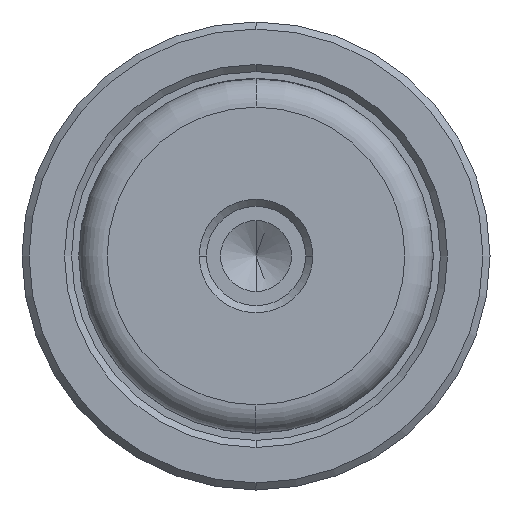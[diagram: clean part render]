
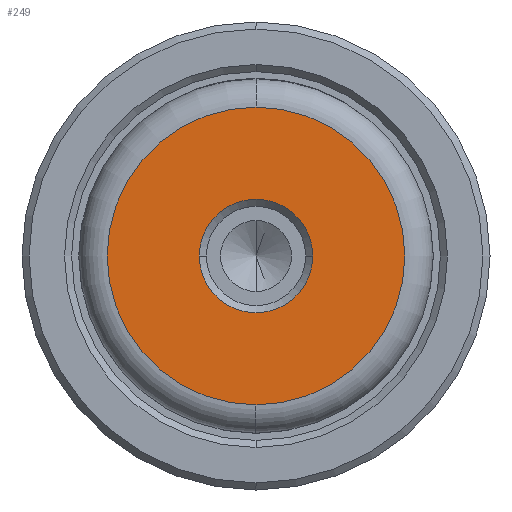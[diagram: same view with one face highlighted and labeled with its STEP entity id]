
A CAD part, left-side view. The second image highlights one B-rep face of the part: STEP entity #249.
In plain terms, the highlighted planar face has unit normal (-1, 0, 0).
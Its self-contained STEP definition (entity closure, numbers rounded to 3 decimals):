
#3 = ORIENTED_EDGE ( 'NONE', *, *, #1872, .T. ) ;
#34 = ORIENTED_EDGE ( 'NONE', *, *, #711, .T. ) ;
#96 = DIRECTION ( 'NONE',  ( 1., 0., 0. ) ) ;
#154 = EDGE_CURVE ( 'NONE', #934, #354, #578, .T. ) ;
#209 = VERTEX_POINT ( 'NONE', #949 ) ;
#249 = ADVANCED_FACE ( 'NONE', ( #2282, #2168 ), #2350, .T. ) ;
#294 = CIRCLE ( 'NONE', #1592, 4. ) ;
#321 = ORIENTED_EDGE ( 'NONE', *, *, #1371, .T. ) ;
#354 = VERTEX_POINT ( 'NONE', #1723 ) ;
#517 = CARTESIAN_POINT ( 'NONE',  ( 0., -4., 0. ) ) ;
#550 = DIRECTION ( 'NONE',  ( -1., 0., 0. ) ) ;
#578 = CIRCLE ( 'NONE', #748, 10.497 ) ;
#604 = DIRECTION ( 'NONE',  ( 1., 0., 0. ) ) ;
#644 = CIRCLE ( 'NONE', #955, 10.497 ) ;
#711 = EDGE_CURVE ( 'NONE', #354, #934, #644, .T. ) ;
#746 = VERTEX_POINT ( 'NONE', #517 ) ;
#748 = AXIS2_PLACEMENT_3D ( 'NONE', #1699, #550, #1883 ) ;
#829 = CARTESIAN_POINT ( 'NONE',  ( 0., 0., 0. ) ) ;
#934 = VERTEX_POINT ( 'NONE', #2418 ) ;
#945 = DIRECTION ( 'NONE',  ( -1., 0., 0. ) ) ;
#949 = CARTESIAN_POINT ( 'NONE',  ( 0., 4., 0. ) ) ;
#955 = AXIS2_PLACEMENT_3D ( 'NONE', #2227, #1089, #2405 ) ;
#1089 = DIRECTION ( 'NONE',  ( -1., 0., 0. ) ) ;
#1150 = AXIS2_PLACEMENT_3D ( 'NONE', #1745, #604, #1928 ) ;
#1237 = CIRCLE ( 'NONE', #1150, 4. ) ;
#1246 = CARTESIAN_POINT ( 'NONE',  ( 0., 0., 0. ) ) ;
#1335 = EDGE_LOOP ( 'NONE', ( #321, #3 ) ) ;
#1371 = EDGE_CURVE ( 'NONE', #746, #209, #294, .T. ) ;
#1425 = DIRECTION ( 'NONE',  ( 0., 0., 1. ) ) ;
#1592 = AXIS2_PLACEMENT_3D ( 'NONE', #1246, #96, #1425 ) ;
#1699 = CARTESIAN_POINT ( 'NONE',  ( 0., 0., 0. ) ) ;
#1723 = CARTESIAN_POINT ( 'NONE',  ( 0., 0., 10.497 ) ) ;
#1745 = CARTESIAN_POINT ( 'NONE',  ( 0., 0., 0. ) ) ;
#1872 = EDGE_CURVE ( 'NONE', #209, #746, #1237, .T. ) ;
#1881 = ORIENTED_EDGE ( 'NONE', *, *, #154, .T. ) ;
#1883 = DIRECTION ( 'NONE',  ( 0., 0., 1. ) ) ;
#1928 = DIRECTION ( 'NONE',  ( 0., 0., 1. ) ) ;
#2168 = FACE_OUTER_BOUND ( 'NONE', #2378, .T. ) ;
#2227 = CARTESIAN_POINT ( 'NONE',  ( 0., 0., 0. ) ) ;
#2272 = DIRECTION ( 'NONE',  ( 0., 0., 1. ) ) ;
#2282 = FACE_BOUND ( 'NONE', #1335, .T. ) ;
#2350 = PLANE ( 'NONE',  #2396 ) ;
#2378 = EDGE_LOOP ( 'NONE', ( #34, #1881 ) ) ;
#2396 = AXIS2_PLACEMENT_3D ( 'NONE', #829, #945, #2272 ) ;
#2405 = DIRECTION ( 'NONE',  ( 0., 0., 1. ) ) ;
#2418 = CARTESIAN_POINT ( 'NONE',  ( 0., 0., -10.497 ) ) ;
